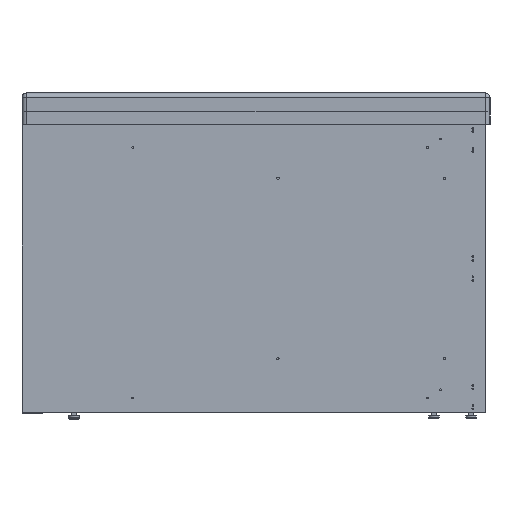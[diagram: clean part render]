
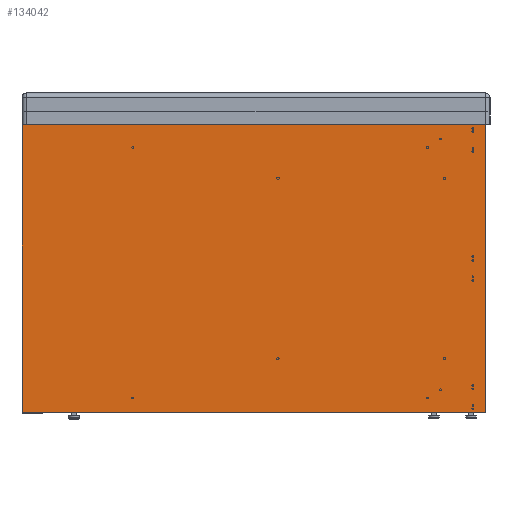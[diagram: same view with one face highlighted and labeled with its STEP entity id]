
A CAD part, left-side view. The second image highlights one B-rep face of the part: STEP entity #134042.
In plain terms, the highlighted face is planar.
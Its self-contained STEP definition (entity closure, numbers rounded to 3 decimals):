
#133637=CARTESIAN_POINT('',(896.,496.0,554.2));
#133638=VERTEX_POINT('',#133637);
#133646=CARTESIAN_POINT('',(896.,496.0,0.8));
#133647=VERTEX_POINT('',#133646);
#133648=CARTESIAN_POINT('',(896.,496.0,0.8));
#133649=DIRECTION('',(0.0,0.0,1.0));
#133650=VECTOR('',#133649,553.4);
#133651=LINE('',#133648,#133650);
#133652=EDGE_CURVE('',#133647,#133638,#133651,.T.);
#133685=CARTESIAN_POINT('',(896.,-396.0,554.2));
#133686=VERTEX_POINT('',#133685);
#133694=CARTESIAN_POINT('',(896.,496.0,554.2));
#133695=DIRECTION('',(0.0,-1.0,0.0));
#133696=VECTOR('',#133695,892.0);
#133697=LINE('',#133694,#133696);
#133698=EDGE_CURVE('',#133638,#133686,#133697,.T.);
#134019=CARTESIAN_POINT('',(896.,396.0,555.0));
#134020=DIRECTION('',(1.0,0.0,0.0));
#134021=DIRECTION('',(0.0,0.0,-1.0));
#134022=AXIS2_PLACEMENT_3D('',#134019,#134020,#134021);
#134023=PLANE('',#134022);
#134024=ORIENTED_EDGE('',*,*,#133698,.T.);
#134025=CARTESIAN_POINT('',(896.,-396.0,0.8));
#134026=VERTEX_POINT('',#134025);
#134027=CARTESIAN_POINT('',(896.,-396.0,554.2));
#134028=DIRECTION('',(0.0,0.0,-1.0));
#134029=VECTOR('',#134028,553.4);
#134030=LINE('',#134027,#134029);
#134031=EDGE_CURVE('',#133686,#134026,#134030,.T.);
#134032=ORIENTED_EDGE('',*,*,#134031,.T.);
#134033=CARTESIAN_POINT('',(896.,496.0,0.8));
#134034=DIRECTION('',(0.0,-1.0,0.0));
#134035=VECTOR('',#134034,892.0);
#134036=LINE('',#134033,#134035);
#134037=EDGE_CURVE('',#134026,#133647,#134036,.F.);
#134038=ORIENTED_EDGE('',*,*,#134037,.T.);
#134039=ORIENTED_EDGE('',*,*,#133652,.T.);
#134040=EDGE_LOOP('',(#134024,#134032,#134038,#134039));
#134041=FACE_OUTER_BOUND('',#134040,.T.);
#134042=ADVANCED_FACE('',(#134041),#134023,.T.);
